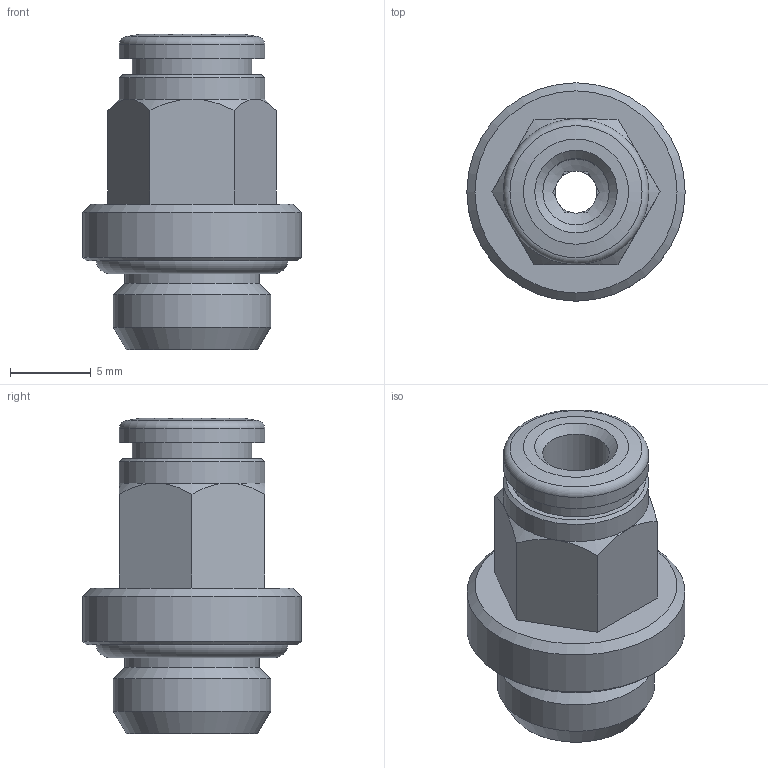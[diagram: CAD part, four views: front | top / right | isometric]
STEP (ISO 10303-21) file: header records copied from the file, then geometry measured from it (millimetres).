
FILE_DESCRIPTION(/* description */ (''),/* implementation_level */ '2;1');
FILE_NAME(/* name */ 'V200102_IPSO_01_4_18_16.04.2015',/* time_stamp */ '2015-04-16T09:48:53+02:00',/* author */ (''),/* organization */ ('sopra-pneumatic'),/* preprocessor_version */ 'ST-DEVELOPER v14',/* originating_system */ 'HiCAD 2013 1802.4 Build 509',/* authorisation */ '');
FILE_SCHEMA (('AUTOMOTIVE_DESIGN { 1 0 10303 214 1 1 1 1 }'));
Length unit declared in the file: millimetre
Products named in the file (4): Root; OR 7.2X1.9; DR4_NEU; R200102-N
Assembly tree (3 placements, depth 2):
  Root
    OR 7.2X1.9
    DR4_NEU
    R200102-N
Bounding box: 13.5 x 13.5 x 19.5 mm (x, y, z)
Volume: 1193.2 mm3; surface area: 1689 mm2
Topology: 3 solids, 3 shells, 69 faces, 157 edges, 97 vertices
Faces by surface type: plane 33, cone 20, cylinder 12, torus 4
Full cylindrical faces by diameter (mm): 2.6 x1, 4.1 x2, 6.4 x1, 7.3 x1, 7.4 x1, 7.6 x1, 8.3 x1, 9 x2, 9.728 x1, 13.5 x1
Entity records: 3150 total; most frequent: DIRECTION 348, CARTESIAN_POINT 285, PRESENTATION_STYLE_ASSIGNMENT 261, OVER_RIDING_STYLED_ITEM 258, COLOUR_RGB 243, DRAUGHTING_PRE_DEFINED_CURVE_FONT 240, CURVE_STYLE 240, ORIENTED_EDGE 240
